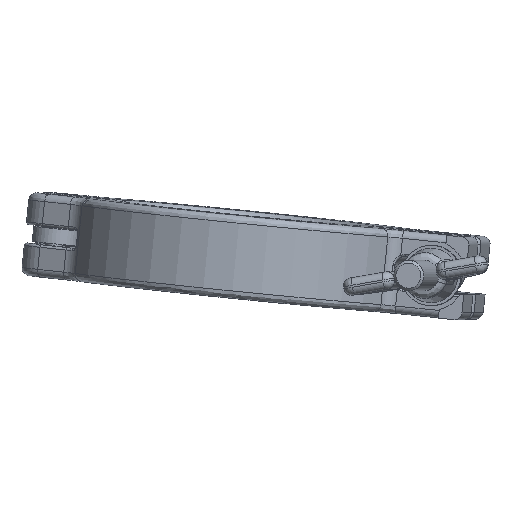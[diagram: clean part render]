
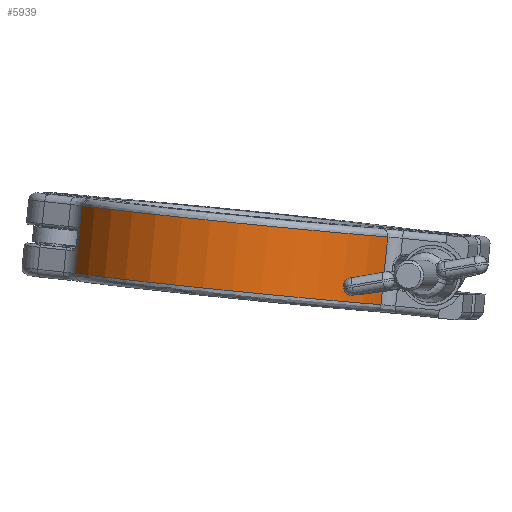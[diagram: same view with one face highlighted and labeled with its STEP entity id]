
A CAD part, front view. The second image highlights one B-rep face of the part: STEP entity #5939.
In plain terms, the highlighted cylindrical face has radius 34.5 mm (diameter 69 mm), a partial arc.
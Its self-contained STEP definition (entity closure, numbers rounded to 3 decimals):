
#257 = CARTESIAN_POINT ( 'NONE',  ( 0., 0., 6.75 ) ) ;
#549 = EDGE_CURVE ( 'NONE', #6029, #1223, #2240, .T. ) ;
#752 = CARTESIAN_POINT ( 'NONE',  ( 31.202, 14.72, 0. ) ) ;
#1158 = CARTESIAN_POINT ( 'NONE',  ( 0., 0., 0. ) ) ;
#1223 = VERTEX_POINT ( 'NONE', #7200 ) ;
#1463 = VERTEX_POINT ( 'NONE', #5599 ) ;
#1563 = CARTESIAN_POINT ( 'NONE',  ( 0., 0., -6.75 ) ) ;
#1918 = CARTESIAN_POINT ( 'NONE',  ( -30.078, 16.898, 0. ) ) ;
#2240 = CIRCLE ( 'NONE', #8679, 34.5 ) ;
#2360 = ORIENTED_EDGE ( 'NONE', *, *, #11607, .T. ) ;
#2615 = EDGE_LOOP ( 'NONE', ( #4617, #2360, #3509, #13968 ) ) ;
#2803 = EDGE_CURVE ( 'NONE', #1463, #6029, #8206, .T. ) ;
#3127 = CIRCLE ( 'NONE', #5873, 34.5 ) ;
#3509 = ORIENTED_EDGE ( 'NONE', *, *, #3747, .T. ) ;
#3714 = CYLINDRICAL_SURFACE ( 'NONE', #5227, 34.5 ) ;
#3747 = EDGE_CURVE ( 'NONE', #10775, #1463, #3127, .T. ) ;
#3928 = CARTESIAN_POINT ( 'NONE',  ( -30.078, 16.898, 6.75 ) ) ;
#4563 = DIRECTION ( 'NONE',  ( 1., 0., 0. ) ) ;
#4617 = ORIENTED_EDGE ( 'NONE', *, *, #549, .T. ) ;
#5227 = AXIS2_PLACEMENT_3D ( 'NONE', #1158, #12187, #13266 ) ;
#5599 = CARTESIAN_POINT ( 'NONE',  ( -30.078, 16.898, -6.75 ) ) ;
#5873 = AXIS2_PLACEMENT_3D ( 'NONE', #1563, #9307, #8348 ) ;
#5939 = ADVANCED_FACE ( 'NONE', ( #7355 ), #3714, .T. ) ;
#6029 = VERTEX_POINT ( 'NONE', #3928 ) ;
#7200 = CARTESIAN_POINT ( 'NONE',  ( 31.202, 14.72, 6.75 ) ) ;
#7355 = FACE_OUTER_BOUND ( 'NONE', #2615, .T. ) ;
#7547 = CARTESIAN_POINT ( 'NONE',  ( 31.202, 14.72, -6.75 ) ) ;
#8073 = DIRECTION ( 'NONE',  ( 0., 0., -1. ) ) ;
#8206 = LINE ( 'NONE', #1918, #12818 ) ;
#8348 = DIRECTION ( 'NONE',  ( 1., 0., 0. ) ) ;
#8679 = AXIS2_PLACEMENT_3D ( 'NONE', #257, #8073, #4563 ) ;
#8964 = VECTOR ( 'NONE', #10697, 1000. ) ;
#9307 = DIRECTION ( 'NONE',  ( 0., 0., 1. ) ) ;
#10697 = DIRECTION ( 'NONE',  ( 0., 0., -1. ) ) ;
#10775 = VERTEX_POINT ( 'NONE', #7547 ) ;
#10793 = DIRECTION ( 'NONE',  ( 0., 0., 1. ) ) ;
#11396 = LINE ( 'NONE', #752, #8964 ) ;
#11607 = EDGE_CURVE ( 'NONE', #1223, #10775, #11396, .T. ) ;
#12187 = DIRECTION ( 'NONE',  ( 0., 0., 1. ) ) ;
#12818 = VECTOR ( 'NONE', #10793, 1000. ) ;
#13266 = DIRECTION ( 'NONE',  ( 1., 0., 0. ) ) ;
#13968 = ORIENTED_EDGE ( 'NONE', *, *, #2803, .T. ) ;
